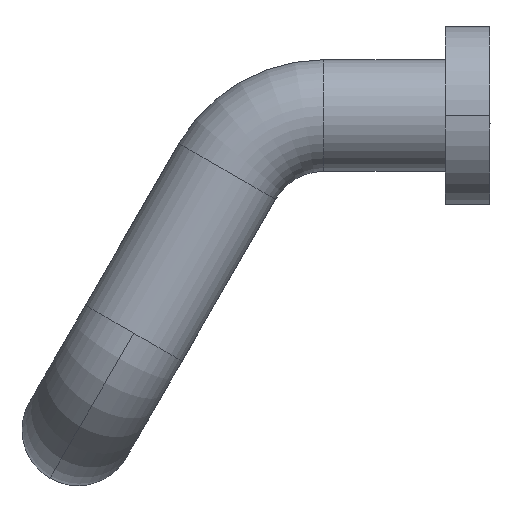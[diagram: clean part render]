
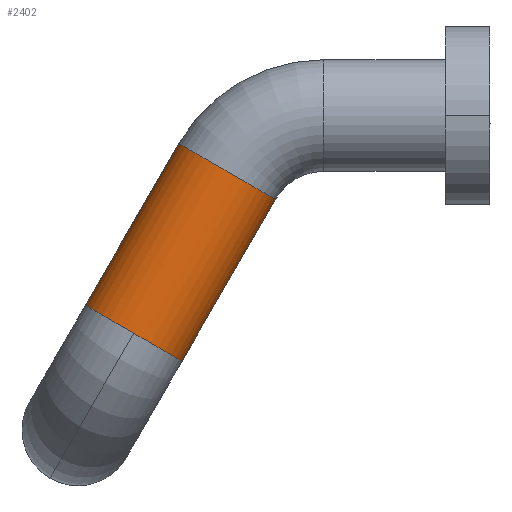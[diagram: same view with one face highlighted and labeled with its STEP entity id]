
A CAD part, left-side view. The second image highlights one B-rep face of the part: STEP entity #2402.
In plain terms, the highlighted cylindrical face has radius 10 mm (diameter 20 mm), a partial arc.
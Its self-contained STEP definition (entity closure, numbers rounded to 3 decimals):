
#18 = CARTESIAN_POINT ( 'NONE',  ( -100., 57.5, -38.971 ) ) ;
#20 = DIRECTION ( 'NONE',  ( 0., 0.866, 0.5 ) ) ;
#72 = DIRECTION ( 'NONE',  ( 0., 0.866, 0.5 ) ) ;
#147 = VERTEX_POINT ( 'NONE', #1831 ) ;
#230 = CARTESIAN_POINT ( 'NONE',  ( -90., 48.84, -43.971 ) ) ;
#254 = DIRECTION ( 'NONE',  ( 0., 0.866, 0.5 ) ) ;
#296 = ORIENTED_EDGE ( 'NONE', *, *, #1623, .T. ) ;
#402 = DIRECTION ( 'NONE',  ( 0., -0.5, 0.866 ) ) ;
#423 = VECTOR ( 'NONE', #1332, 1000. ) ;
#444 = CARTESIAN_POINT ( 'NONE',  ( -90., 66.16, -33.971 ) ) ;
#471 = VERTEX_POINT ( 'NONE', #18 ) ;
#481 = CARTESIAN_POINT ( 'NONE',  ( -90., 57.5, -38.971 ) ) ;
#521 = VERTEX_POINT ( 'NONE', #2142 ) ;
#563 = CARTESIAN_POINT ( 'NONE',  ( -90., 66.16, -33.971 ) ) ;
#564 = VERTEX_POINT ( 'NONE', #444 ) ;
#574 = CARTESIAN_POINT ( 'NONE',  ( -90., 57.5, -38.971 ) ) ;
#601 = ORIENTED_EDGE ( 'NONE', *, *, #1923, .F. ) ;
#611 = DIRECTION ( 'NONE',  ( 0., -0.5, 0.866 ) ) ;
#642 = DIRECTION ( 'NONE',  ( 0., -0.5, 0.866 ) ) ;
#643 = DIRECTION ( 'NONE',  ( 0., -0.866, -0.5 ) ) ;
#645 = AXIS2_PLACEMENT_3D ( 'NONE', #2399, #1006, #254 ) ;
#662 = LINE ( 'NONE', #2227, #2457 ) ;
#678 = DIRECTION ( 'NONE',  ( 0., -0.5, 0.866 ) ) ;
#682 = ORIENTED_EDGE ( 'NONE', *, *, #2094, .F. ) ;
#715 = ORIENTED_EDGE ( 'NONE', *, *, #1900, .T. ) ;
#890 = CIRCLE ( 'NONE', #1323, 10. ) ;
#1006 = DIRECTION ( 'NONE',  ( 0., -0.5, 0.866 ) ) ;
#1200 = VERTEX_POINT ( 'NONE', #230 ) ;
#1201 = CIRCLE ( 'NONE', #2296, 10. ) ;
#1323 = AXIS2_PLACEMENT_3D ( 'NONE', #481, #642, #72 ) ;
#1332 = DIRECTION ( 'NONE',  ( 0., -0.5, 0.866 ) ) ;
#1362 = CYLINDRICAL_SURFACE ( 'NONE', #1538, 10. ) ;
#1434 = EDGE_CURVE ( 'NONE', #1200, #521, #662, .T. ) ;
#1525 = LINE ( 'NONE', #563, #423 ) ;
#1538 = AXIS2_PLACEMENT_3D ( 'NONE', #2151, #402, #643 ) ;
#1623 = EDGE_CURVE ( 'NONE', #564, #471, #890, .T. ) ;
#1831 = CARTESIAN_POINT ( 'NONE',  ( -90., 49.434, -5. ) ) ;
#1874 = CIRCLE ( 'NONE', #645, 10. ) ;
#1900 = EDGE_CURVE ( 'NONE', #471, #1200, #1201, .T. ) ;
#1923 = EDGE_CURVE ( 'NONE', #564, #147, #1525, .T. ) ;
#2062 = EDGE_LOOP ( 'NONE', ( #601, #296, #715, #2209, #682 ) ) ;
#2094 = EDGE_CURVE ( 'NONE', #147, #521, #1874, .T. ) ;
#2139 = FACE_OUTER_BOUND ( 'NONE', #2062, .T. ) ;
#2142 = CARTESIAN_POINT ( 'NONE',  ( -90., 32.113, -15. ) ) ;
#2151 = CARTESIAN_POINT ( 'NONE',  ( -90., 57.5, -38.971 ) ) ;
#2209 = ORIENTED_EDGE ( 'NONE', *, *, #1434, .T. ) ;
#2227 = CARTESIAN_POINT ( 'NONE',  ( -90., 48.84, -43.971 ) ) ;
#2296 = AXIS2_PLACEMENT_3D ( 'NONE', #574, #611, #20 ) ;
#2399 = CARTESIAN_POINT ( 'NONE',  ( -90., 40.774, -10. ) ) ;
#2402 = ADVANCED_FACE ( 'NONE', ( #2139 ), #1362, .T. ) ;
#2457 = VECTOR ( 'NONE', #678, 1000. ) ;
